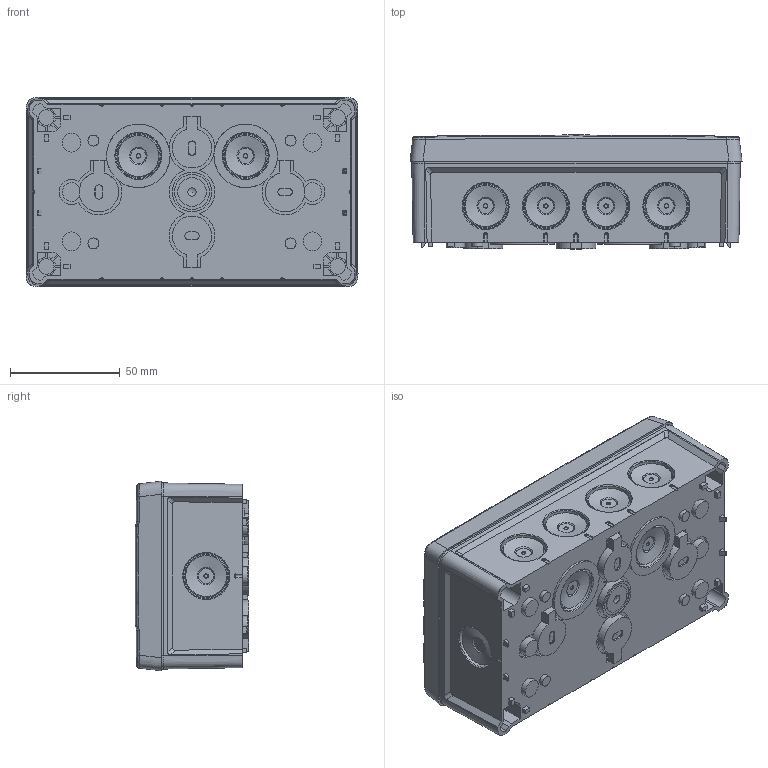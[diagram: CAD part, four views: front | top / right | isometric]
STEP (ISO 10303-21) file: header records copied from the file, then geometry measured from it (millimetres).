
FILE_DESCRIPTION(/* description */ ('STEP AP214'),/* implementation_level */ '2;1');
FILE_NAME(/* name */ '80240201',/* time_stamp */ '2024-12-06T15:50:20+01:00',/* author */ ('License CC BY-ND 4.0'),/* organization */ ('CADENAS'),/* preprocessor_version */ 'ST-DEVELOPER v19.3',/* originating_system */ 'PARTsolutions',/* authorisation */ ' ');
FILE_SCHEMA (('AUTOMOTIVE_DESIGN {1 0 10303 214 3 1 1}'));
Products named in the file (4): 80240201; 80240201_PART1; 80240201_PART2; 80240201_PART3
Assembly tree (6 placements, depth 2):
  80240201
    80240201_PART1  x4
    80240201_PART2
    80240201_PART3
Bounding box: 151.6 x 52 x 86.6 mm (x, y, z)
Volume: 137298.5 mm3; surface area: 133207.6 mm2
Topology: 6 solids, 8 shells, 2012 faces, 5291 edges, 3463 vertices
Faces by surface type: plane 1059, cylinder 496, cone 228, bspline 140, torus 46, sphere 43
Full cylindrical faces by diameter (mm): 3 x4, 3.2 x4, 3.6 x4, 4 x4, 4.2 x11, 5 x8, 7 x4, 7.5 x4, 8.5 x4, 10.1 x2, 13 x1, 16 x1, 18 x1, 21.5 x2
Entity records: 65763 total; most frequent: CARTESIAN_POINT 21528, ORIENTED_EDGE 9124, DIRECTION 9063, EDGE_CURVE 4562, AXIS2_PLACEMENT_3D 3306, VERTEX_POINT 3060, LINE 2451, VECTOR 2451
